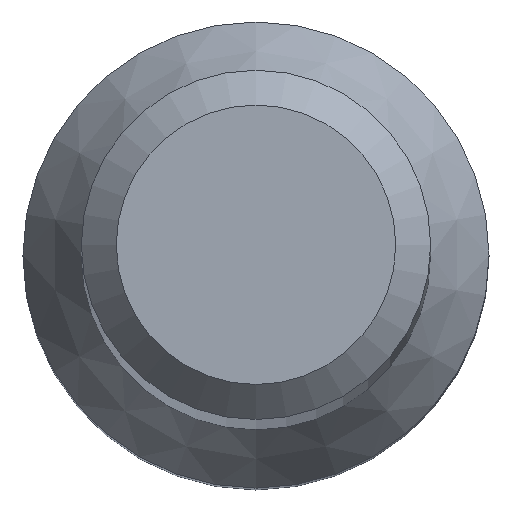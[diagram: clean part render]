
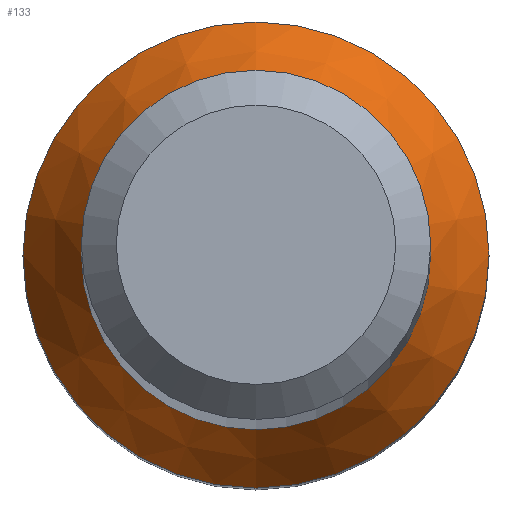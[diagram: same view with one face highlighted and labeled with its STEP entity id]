
A CAD part, top view. The second image highlights one B-rep face of the part: STEP entity #133.
In plain terms, the highlighted conical face has half-angle 30 degrees and reference radius 2.669 mm.
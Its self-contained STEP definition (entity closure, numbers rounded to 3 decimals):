
#11 = DIRECTION ( 'NONE',  ( 0., 0., -1. ) ) ;
#24 = CARTESIAN_POINT ( 'NONE',  ( 0., 0., 12.833 ) ) ;
#46 = FACE_BOUND ( 'NONE', #192, .T. ) ;
#63 = CIRCLE ( 'NONE', #165, 2. ) ;
#65 = AXIS2_PLACEMENT_3D ( 'NONE', #118, #103, #144 ) ;
#77 = VERTEX_POINT ( 'NONE', #92 ) ;
#88 = DIRECTION ( 'NONE',  ( 0., 1., 0. ) ) ;
#90 = FACE_OUTER_BOUND ( 'NONE', #99, .T. ) ;
#92 = CARTESIAN_POINT ( 'NONE',  ( 0., 2., 13.992 ) ) ;
#99 = EDGE_LOOP ( 'NONE', ( #187 ) ) ;
#101 = DIRECTION ( 'NONE',  ( 0., 0., -1. ) ) ;
#103 = DIRECTION ( 'NONE',  ( 0., 0., -1. ) ) ;
#107 = CARTESIAN_POINT ( 'NONE',  ( 0., 2.669, 12.833 ) ) ;
#109 = VERTEX_POINT ( 'NONE', #107 ) ;
#118 = CARTESIAN_POINT ( 'NONE',  ( 0., 0., 12.833 ) ) ;
#124 = CARTESIAN_POINT ( 'NONE',  ( 0., 0., 13.992 ) ) ;
#133 = ADVANCED_FACE ( 'NONE', ( #46, #90 ), #143, .T. ) ;
#143 = CONICAL_SURFACE ( 'NONE', #65, 2.669, 0.524 ) ;
#144 = DIRECTION ( 'NONE',  ( 0., 1., 0. ) ) ;
#151 = ORIENTED_EDGE ( 'NONE', *, *, #174, .T. ) ;
#165 = AXIS2_PLACEMENT_3D ( 'NONE', #124, #11, #88 ) ;
#172 = DIRECTION ( 'NONE',  ( 0., 1., 0. ) ) ;
#174 = EDGE_CURVE ( 'NONE', #77, #77, #63, .T. ) ;
#177 = CIRCLE ( 'NONE', #218, 2.669 ) ;
#187 = ORIENTED_EDGE ( 'NONE', *, *, #222, .F. ) ;
#192 = EDGE_LOOP ( 'NONE', ( #151 ) ) ;
#218 = AXIS2_PLACEMENT_3D ( 'NONE', #24, #101, #172 ) ;
#222 = EDGE_CURVE ( 'NONE', #109, #109, #177, .T. ) ;
